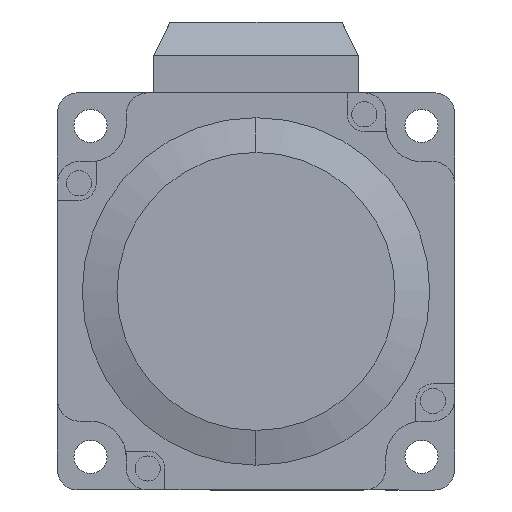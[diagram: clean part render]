
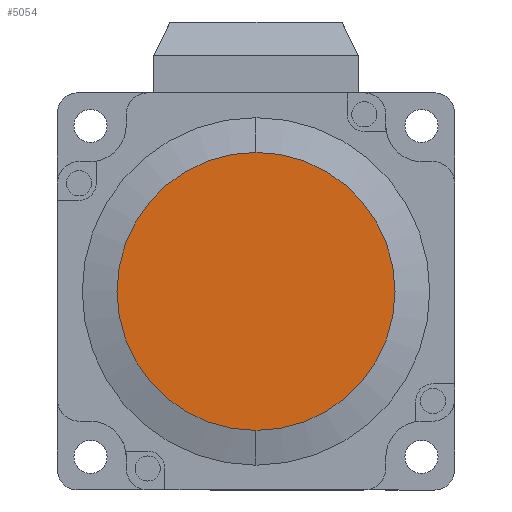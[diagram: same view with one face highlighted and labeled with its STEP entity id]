
A CAD part, front view. The second image highlights one B-rep face of the part: STEP entity #5054.
In plain terms, the highlighted planar face has unit normal (0, -1, 0).
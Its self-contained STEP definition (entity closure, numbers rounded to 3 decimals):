
#929 = AXIS2_PLACEMENT_3D ( 'NONE', #2353, #3204, #9101 ) ;
#1320 = CIRCLE ( 'NONE', #10303, 21. ) ;
#1518 = PLANE ( 'NONE',  #929 ) ;
#1890 = DIRECTION ( 'NONE',  ( 0., 1., 0. ) ) ;
#1914 = AXIS2_PLACEMENT_3D ( 'NONE', #6965, #1890, #7810 ) ;
#2036 = DIRECTION ( 'NONE',  ( 0., 1., 0. ) ) ;
#2353 = CARTESIAN_POINT ( 'NONE',  ( 30., -1.5, -30. ) ) ;
#2813 = VERTEX_POINT ( 'NONE', #10874 ) ;
#3052 = ORIENTED_EDGE ( 'NONE', *, *, #8313, .F. ) ;
#3204 = DIRECTION ( 'NONE',  ( 0., 1., 0. ) ) ;
#3255 = EDGE_LOOP ( 'NONE', ( #6397, #3052 ) ) ;
#4150 = VERTEX_POINT ( 'NONE', #4274 ) ;
#4274 = CARTESIAN_POINT ( 'NONE',  ( 30., -1.5, -9. ) ) ;
#5054 = ADVANCED_FACE ( 'NONE', ( #7881 ), #1518, .F. ) ;
#5635 = CIRCLE ( 'NONE', #1914, 21. ) ;
#6397 = ORIENTED_EDGE ( 'NONE', *, *, #7223, .F. ) ;
#6965 = CARTESIAN_POINT ( 'NONE',  ( 30., -1.5, -30. ) ) ;
#7115 = CARTESIAN_POINT ( 'NONE',  ( 30., -1.5, -30. ) ) ;
#7223 = EDGE_CURVE ( 'NONE', #4150, #2813, #1320, .T. ) ;
#7810 = DIRECTION ( 'NONE',  ( 0., 0., 1. ) ) ;
#7881 = FACE_OUTER_BOUND ( 'NONE', #3255, .T. ) ;
#7948 = DIRECTION ( 'NONE',  ( 0., 0., 1. ) ) ;
#8313 = EDGE_CURVE ( 'NONE', #2813, #4150, #5635, .T. ) ;
#9101 = DIRECTION ( 'NONE',  ( 0., 0., 1. ) ) ;
#10303 = AXIS2_PLACEMENT_3D ( 'NONE', #7115, #2036, #7948 ) ;
#10874 = CARTESIAN_POINT ( 'NONE',  ( 30., -1.5, -51. ) ) ;
